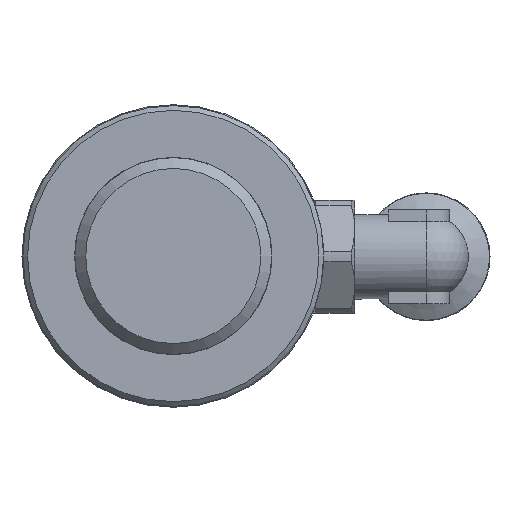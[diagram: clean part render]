
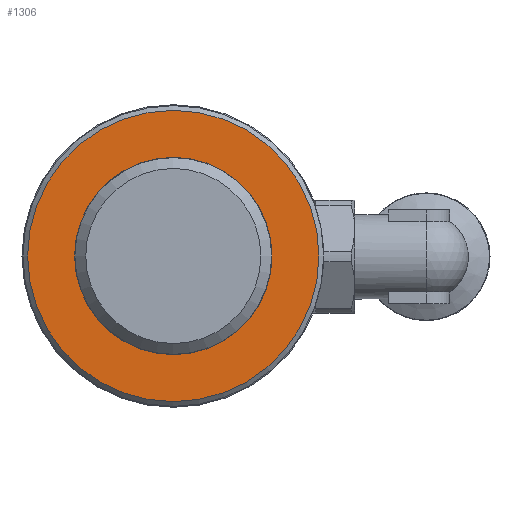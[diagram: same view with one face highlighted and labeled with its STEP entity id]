
A CAD part, left-side view. The second image highlights one B-rep face of the part: STEP entity #1306.
In plain terms, the highlighted planar face has unit normal (-1, 0, 0).
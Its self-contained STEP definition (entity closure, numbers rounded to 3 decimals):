
#200=PLANE('',#1472);
#240=FACE_BOUND('',#457,.T.);
#330=FACE_OUTER_BOUND('',#456,.T.);
#456=EDGE_LOOP('',(#1119));
#457=EDGE_LOOP('',(#1120));
#545=CIRCLE('',#1471,15.5);
#546=CIRCLE('',#1473,10.5);
#657=VERTEX_POINT('',#2269);
#658=VERTEX_POINT('',#2272);
#814=EDGE_CURVE('',#657,#657,#545,.T.);
#815=EDGE_CURVE('',#658,#658,#546,.T.);
#1119=ORIENTED_EDGE('',*,*,#814,.T.);
#1120=ORIENTED_EDGE('',*,*,#815,.F.);
#1306=ADVANCED_FACE('',(#330,#240),#200,.T.);
#1471=AXIS2_PLACEMENT_3D('',#2270,#1850,#1851);
#1472=AXIS2_PLACEMENT_3D('',#2271,#1852,#1853);
#1473=AXIS2_PLACEMENT_3D('',#2273,#1854,#1855);
#1850=DIRECTION('center_axis',(-1.,0.,0.));
#1851=DIRECTION('ref_axis',(0.,0.,1.));
#1852=DIRECTION('center_axis',(-1.,0.,0.));
#1853=DIRECTION('ref_axis',(0.,0.,1.));
#1854=DIRECTION('center_axis',(-1.,0.,0.));
#1855=DIRECTION('ref_axis',(0.,0.,1.));
#2269=CARTESIAN_POINT('',(-26.67,-1.316,15.5));
#2270=CARTESIAN_POINT('Origin',(-26.67,-1.316,0.));
#2271=CARTESIAN_POINT('Origin',(-26.67,-1.316,10.5));
#2272=CARTESIAN_POINT('',(-26.67,-1.316,10.5));
#2273=CARTESIAN_POINT('Origin',(-26.67,-1.316,0.));
